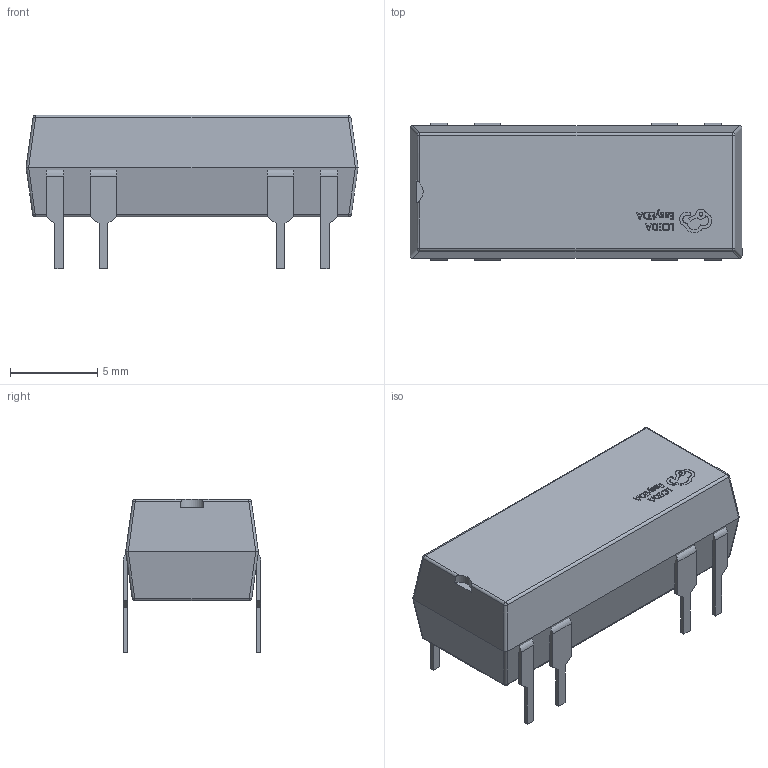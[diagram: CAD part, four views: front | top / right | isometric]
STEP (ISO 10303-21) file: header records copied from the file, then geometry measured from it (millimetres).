
FILE_DESCRIPTION (( 'STEP AP214' ), '1' );
FILE_NAME ('RELAY-TH_HE721A0500.step', '2022-07-09T13:20:40', ( '' ), ( '' ), 'SwSTEP 2.0', 'SolidWorks 2020', '' );
FILE_SCHEMA (( 'AUTOMOTIVE_DESIGN' ));
Length unit declared in the file: millimetre
Products named in the file (1): RELAY-TH_HE721A0500
Bounding box: 19.05 x 7.87 x 8.83 mm (x, y, z)
Volume: 793.1 mm3; surface area: 664.6 mm2
Topology: 9 solids, 9 shells, 423 faces, 1105 edges, 726 vertices
Faces by surface type: plane 269, bspline 112, cylinder 34, sphere 8
Entity records: 18324 total; most frequent: CARTESIAN_POINT 3999, ORIENTED_EDGE 2210, DIRECTION 1508, EDGE_CURVE 1105, LINE 768, VECTOR 768, VERTEX_POINT 726, EDGE_LOOP 449
